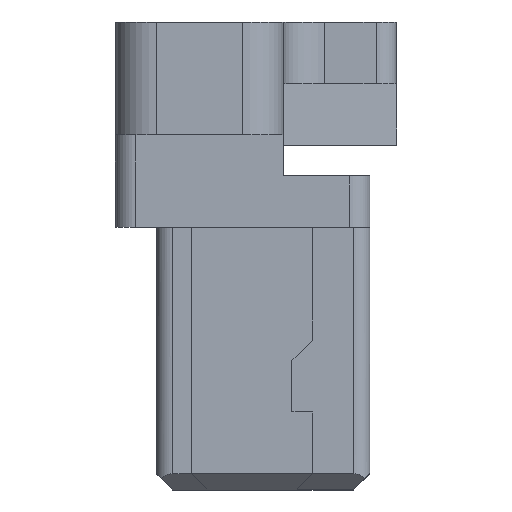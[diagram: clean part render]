
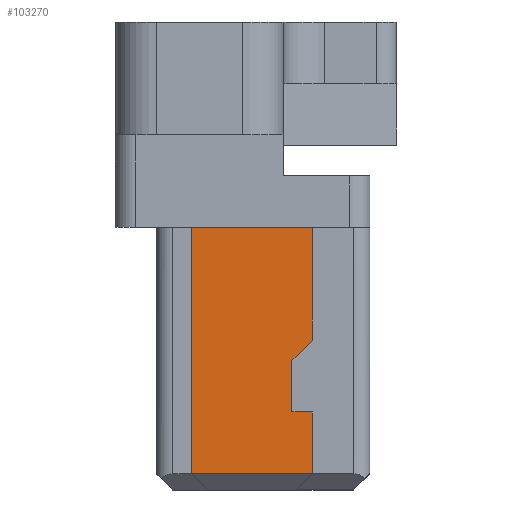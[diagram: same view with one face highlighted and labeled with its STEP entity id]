
A CAD part, left-side view. The second image highlights one B-rep face of the part: STEP entity #103270.
In plain terms, the highlighted face is planar.
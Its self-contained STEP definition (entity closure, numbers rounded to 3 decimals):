
#72920=CARTESIAN_POINT('',(29.897,67.416,12.625));
#72930=VERTEX_POINT('',#72920);
#91730=CARTESIAN_POINT('',(28.697,68.006,12.625));
#91740=VERTEX_POINT('',#91730);
#91770=CARTESIAN_POINT('',(28.697,0.,12.625));
#91780=DIRECTION('',(0.,1.,0.));
#91790=VECTOR('',#91780,1.);
#91800=LINE('',#91770,#91790);
#91810=CARTESIAN_POINT('',(28.697,67.416,12.625));
#91820=VERTEX_POINT('',#91810);
#91830=EDGE_CURVE('',#91820,#91740,#91800,.T.);
#95490=CARTESIAN_POINT('',(29.597,68.006,12.625));
#95500=VERTEX_POINT('',#95490);
#95530=CARTESIAN_POINT('',(29.597,56.396,12.625));
#95540=DIRECTION('',(0.,-1.,0.));
#95550=VECTOR('',#95540,1.);
#95560=LINE('',#95530,#95550);
#95570=CARTESIAN_POINT('',(29.597,67.906,12.625));
#95580=VERTEX_POINT('',#95570);
#95590=EDGE_CURVE('',#95500,#95580,#95560,.T.);
#102800=CARTESIAN_POINT('',(29.977,67.646,12.625));
#102810=DIRECTION('',(0.,0.,1.));
#102820=DIRECTION('',(1.,0.,0.));
#102830=AXIS2_PLACEMENT_3D('',#102800,#102810,#102820);
#102840=PLANE('',#102830);
#102850=CARTESIAN_POINT('',(0.,67.416,12.625));
#102860=DIRECTION('',(1.,0.,0.));
#102870=VECTOR('',#102860,1.);
#102880=LINE('',#102850,#102870);
#102890=EDGE_CURVE('',#91820,#72930,#102880,.T.);
#102900=ORIENTED_EDGE('',*,*,#102890,.T.);
#102910=ORIENTED_EDGE('',*,*,#91830,.F.);
#102920=CARTESIAN_POINT('',(28.822,68.006,12.625));
#102930=DIRECTION('',(1.,0.,0.));
#102940=VECTOR('',#102930,1.);
#102950=LINE('',#102920,#102940);
#102960=CARTESIAN_POINT('',(29.247,68.006,12.625));
#102970=VERTEX_POINT('',#102960);
#102980=EDGE_CURVE('',#91740,#102970,#102950,.T.);
#102990=ORIENTED_EDGE('',*,*,#102980,.F.);
#103000=CARTESIAN_POINT('',(28.822,68.431,12.625));
#103010=DIRECTION('',(-0.707,0.707,0.));
#103020=VECTOR('',#103010,1.);
#103030=LINE('',#103000,#103020);
#103040=CARTESIAN_POINT('',(29.347,67.906,12.625));
#103050=VERTEX_POINT('',#103040);
#103060=EDGE_CURVE('',#103050,#102970,#103030,.T.);
#103070=ORIENTED_EDGE('',*,*,#103060,.T.);
#103080=CARTESIAN_POINT('',(28.822,67.906,12.625));
#103090=DIRECTION('',(-1.,0.,0.));
#103100=VECTOR('',#103090,1.);
#103110=LINE('',#103080,#103100);
#103120=EDGE_CURVE('',#95580,#103050,#103110,.T.);
#103130=ORIENTED_EDGE('',*,*,#103120,.T.);
#103140=ORIENTED_EDGE('',*,*,#95590,.T.);
#103150=CARTESIAN_POINT('',(29.897,68.006,12.625));
#103160=VERTEX_POINT('',#103150);
#103170=EDGE_CURVE('',#95500,#103160,#102950,.T.);
#103180=ORIENTED_EDGE('',*,*,#103170,.F.);
#103190=CARTESIAN_POINT('',(29.897,67.531,12.625));
#103200=DIRECTION('',(0.,-1.,0.));
#103210=VECTOR('',#103200,1.);
#103220=LINE('',#103190,#103210);
#103230=EDGE_CURVE('',#103160,#72930,#103220,.T.);
#103240=ORIENTED_EDGE('',*,*,#103230,.F.);
#103250=EDGE_LOOP('',(#103240,#103180,#103140,#103130,#103070,#102990,
#102910,#102900));
#103260=FACE_OUTER_BOUND('',#103250,.T.);
#103270=ADVANCED_FACE('',(#103260),#102840,.T.);
